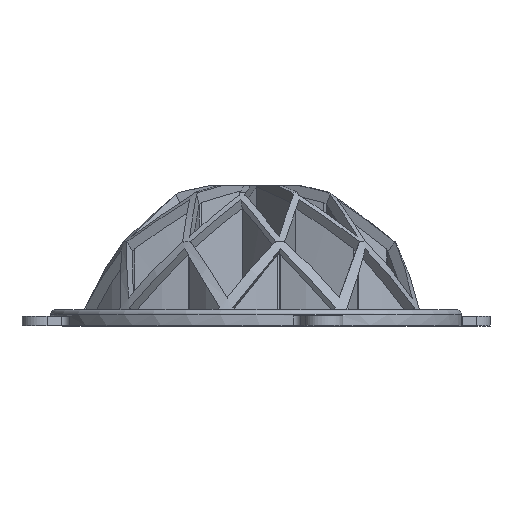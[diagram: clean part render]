
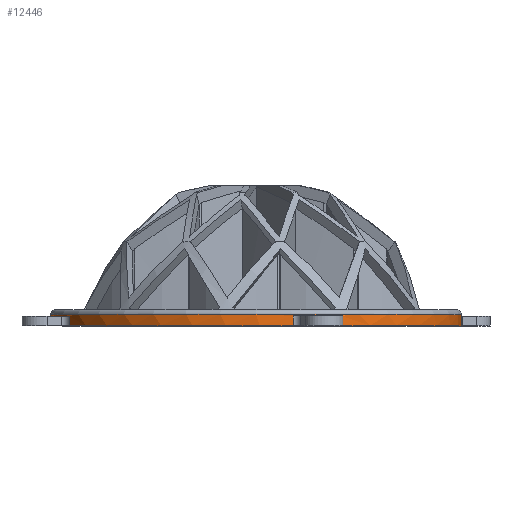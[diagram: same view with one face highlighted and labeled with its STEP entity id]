
A CAD part, top view. The second image highlights one B-rep face of the part: STEP entity #12446.
In plain terms, the highlighted cylindrical face has radius 63.822 mm (diameter 127.643 mm), a partial arc.
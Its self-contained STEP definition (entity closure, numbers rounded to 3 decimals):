
#132 = EDGE_CURVE ( 'NONE', #15247, #6341, #15021, .T. ) ;
#223 = DIRECTION ( 'NONE',  ( -1., 0., 0. ) ) ;
#347 = EDGE_CURVE ( 'NONE', #15143, #3694, #10865, .T. ) ;
#448 = CARTESIAN_POINT ( 'NONE',  ( 0., 13.28, 0. ) ) ;
#494 = ORIENTED_EDGE ( 'NONE', *, *, #6215, .T. ) ;
#504 = CARTESIAN_POINT ( 'NONE',  ( 63.822, 15.28, 0. ) ) ;
#666 = VECTOR ( 'NONE', #3114, 1000. ) ;
#776 = VERTEX_POINT ( 'NONE', #10766 ) ;
#801 = VECTOR ( 'NONE', #6320, 1000. ) ;
#1028 = VECTOR ( 'NONE', #8483, 1000. ) ;
#1114 = CARTESIAN_POINT ( 'NONE',  ( -63.822, 13.78, 0. ) ) ;
#1354 = CARTESIAN_POINT ( 'NONE',  ( 63.822, 13.78, 0. ) ) ;
#1563 = DIRECTION ( 'NONE',  ( 0., 1., 0. ) ) ;
#1623 = AXIS2_PLACEMENT_3D ( 'NONE', #2616, #1563, #223 ) ;
#1856 = ORIENTED_EDGE ( 'NONE', *, *, #8774, .T. ) ;
#1943 = EDGE_CURVE ( 'NONE', #12914, #8792, #13969, .T. ) ;
#2188 = DIRECTION ( 'NONE',  ( 1., 0., 0. ) ) ;
#2256 = VERTEX_POINT ( 'NONE', #1114 ) ;
#2301 = EDGE_LOOP ( 'NONE', ( #494, #14449, #6277, #4838, #2899, #1856, #11602, #12938, #8022, #6058, #7903, #15328 ) ) ;
#2389 = CIRCLE ( 'NONE', #15391, 63.822 ) ;
#2616 = CARTESIAN_POINT ( 'NONE',  ( 0., 10.28, 0. ) ) ;
#2765 = DIRECTION ( 'NONE',  ( -1., 0., 0. ) ) ;
#2790 = CARTESIAN_POINT ( 'NONE',  ( 0., 10.28, 0. ) ) ;
#2899 = ORIENTED_EDGE ( 'NONE', *, *, #3339, .F. ) ;
#2903 = AXIS2_PLACEMENT_3D ( 'NONE', #5048, #8747, #9935 ) ;
#2988 = AXIS2_PLACEMENT_3D ( 'NONE', #10026, #13457, #2765 ) ;
#3114 = DIRECTION ( 'NONE',  ( 0., -1., 0. ) ) ;
#3339 = EDGE_CURVE ( 'NONE', #15759, #8792, #15006, .T. ) ;
#3416 = AXIS2_PLACEMENT_3D ( 'NONE', #2790, #11399, #10052 ) ;
#3528 = CARTESIAN_POINT ( 'NONE',  ( 26.403, 15.28, 58.104 ) ) ;
#3539 = CARTESIAN_POINT ( 'NONE',  ( -62.758, 10.28, 11.604 ) ) ;
#3694 = VERTEX_POINT ( 'NONE', #13031 ) ;
#3931 = LINE ( 'NONE', #11348, #801 ) ;
#4268 = DIRECTION ( 'NONE',  ( 1., 0., 0. ) ) ;
#4429 = EDGE_CURVE ( 'NONE', #3694, #6341, #5688, .T. ) ;
#4704 = AXIS2_PLACEMENT_3D ( 'NONE', #7707, #6830, #14097 ) ;
#4838 = ORIENTED_EDGE ( 'NONE', *, *, #1943, .T. ) ;
#5048 = CARTESIAN_POINT ( 'NONE',  ( 0., 10.28, 0. ) ) ;
#5054 = EDGE_CURVE ( 'NONE', #776, #12914, #10297, .T. ) ;
#5390 = FACE_OUTER_BOUND ( 'NONE', #2301, .T. ) ;
#5421 = EDGE_CURVE ( 'NONE', #15143, #14234, #2389, .T. ) ;
#5438 = VECTOR ( 'NONE', #6380, 1000. ) ;
#5464 = DIRECTION ( 'NONE',  ( 0., -1., 0. ) ) ;
#5688 = CIRCLE ( 'NONE', #2903, 63.822 ) ;
#6058 = ORIENTED_EDGE ( 'NONE', *, *, #347, .T. ) ;
#6215 = EDGE_CURVE ( 'NONE', #15247, #2256, #11382, .T. ) ;
#6277 = ORIENTED_EDGE ( 'NONE', *, *, #5054, .T. ) ;
#6320 = DIRECTION ( 'NONE',  ( 0., 1., 0. ) ) ;
#6341 = VERTEX_POINT ( 'NONE', #10736 ) ;
#6380 = DIRECTION ( 'NONE',  ( 0., 1., 0. ) ) ;
#6593 = AXIS2_PLACEMENT_3D ( 'NONE', #448, #5464, #4268 ) ;
#6830 = DIRECTION ( 'NONE',  ( 0., -1., 0. ) ) ;
#6891 = CARTESIAN_POINT ( 'NONE',  ( 0., 13.28, 0. ) ) ;
#6909 = CARTESIAN_POINT ( 'NONE',  ( -58.104, 13.28, 26.403 ) ) ;
#7707 = CARTESIAN_POINT ( 'NONE',  ( 0., 15.28, 0. ) ) ;
#7821 = CARTESIAN_POINT ( 'NONE',  ( -62.758, 15.28, 11.604 ) ) ;
#7903 = ORIENTED_EDGE ( 'NONE', *, *, #4429, .T. ) ;
#8022 = ORIENTED_EDGE ( 'NONE', *, *, #5421, .F. ) ;
#8483 = DIRECTION ( 'NONE',  ( 0., -1., 0. ) ) ;
#8747 = DIRECTION ( 'NONE',  ( 0., 1., 0. ) ) ;
#8774 = EDGE_CURVE ( 'NONE', #15759, #14586, #9958, .T. ) ;
#8792 = VERTEX_POINT ( 'NONE', #9628 ) ;
#8839 = CARTESIAN_POINT ( 'NONE',  ( -58.104, 10.28, 26.403 ) ) ;
#9151 = EDGE_CURVE ( 'NONE', #15743, #14234, #3931, .T. ) ;
#9255 = CARTESIAN_POINT ( 'NONE',  ( -63.822, 15.28, 0. ) ) ;
#9628 = CARTESIAN_POINT ( 'NONE',  ( -62.758, 13.28, 11.604 ) ) ;
#9935 = DIRECTION ( 'NONE',  ( -1., 0., 0. ) ) ;
#9958 = LINE ( 'NONE', #15682, #14309 ) ;
#10026 = CARTESIAN_POINT ( 'NONE',  ( 0., 13.78, 0. ) ) ;
#10052 = DIRECTION ( 'NONE',  ( -1., 0., 0. ) ) ;
#10266 = CYLINDRICAL_SURFACE ( 'NONE', #4704, 63.822 ) ;
#10297 = CIRCLE ( 'NONE', #3416, 63.822 ) ;
#10546 = CARTESIAN_POINT ( 'NONE',  ( 11.604, 13.28, 62.758 ) ) ;
#10736 = CARTESIAN_POINT ( 'NONE',  ( 63.822, 10.28, 0. ) ) ;
#10766 = CARTESIAN_POINT ( 'NONE',  ( -63.822, 10.28, 0. ) ) ;
#10865 = LINE ( 'NONE', #3528, #1028 ) ;
#11348 = CARTESIAN_POINT ( 'NONE',  ( 11.604, 15.28, 62.758 ) ) ;
#11382 = CIRCLE ( 'NONE', #2988, 63.822 ) ;
#11399 = DIRECTION ( 'NONE',  ( 0., 1., 0. ) ) ;
#11602 = ORIENTED_EDGE ( 'NONE', *, *, #15565, .T. ) ;
#11761 = DIRECTION ( 'NONE',  ( 0., -1., 0. ) ) ;
#12012 = DIRECTION ( 'NONE',  ( 0., -1., 0. ) ) ;
#12144 = CARTESIAN_POINT ( 'NONE',  ( 26.403, 13.28, 58.104 ) ) ;
#12446 = ADVANCED_FACE ( 'NONE', ( #5390 ), #10266, .T. ) ;
#12471 = DIRECTION ( 'NONE',  ( 0., -1., 0. ) ) ;
#12914 = VERTEX_POINT ( 'NONE', #3539 ) ;
#12938 = ORIENTED_EDGE ( 'NONE', *, *, #9151, .T. ) ;
#13031 = CARTESIAN_POINT ( 'NONE',  ( 26.403, 10.28, 58.104 ) ) ;
#13059 = CARTESIAN_POINT ( 'NONE',  ( 11.604, 10.28, 62.758 ) ) ;
#13457 = DIRECTION ( 'NONE',  ( 0., -1., 0. ) ) ;
#13969 = LINE ( 'NONE', #7821, #5438 ) ;
#14097 = DIRECTION ( 'NONE',  ( 1., 0., 0. ) ) ;
#14234 = VERTEX_POINT ( 'NONE', #10546 ) ;
#14309 = VECTOR ( 'NONE', #12012, 1000. ) ;
#14449 = ORIENTED_EDGE ( 'NONE', *, *, #14560, .T. ) ;
#14560 = EDGE_CURVE ( 'NONE', #2256, #776, #15158, .T. ) ;
#14586 = VERTEX_POINT ( 'NONE', #8839 ) ;
#14874 = CIRCLE ( 'NONE', #1623, 63.822 ) ;
#15006 = CIRCLE ( 'NONE', #6593, 63.822 ) ;
#15021 = LINE ( 'NONE', #504, #15040 ) ;
#15040 = VECTOR ( 'NONE', #12471, 1000. ) ;
#15143 = VERTEX_POINT ( 'NONE', #12144 ) ;
#15158 = LINE ( 'NONE', #9255, #666 ) ;
#15247 = VERTEX_POINT ( 'NONE', #1354 ) ;
#15328 = ORIENTED_EDGE ( 'NONE', *, *, #132, .F. ) ;
#15391 = AXIS2_PLACEMENT_3D ( 'NONE', #6891, #11761, #2188 ) ;
#15565 = EDGE_CURVE ( 'NONE', #14586, #15743, #14874, .T. ) ;
#15682 = CARTESIAN_POINT ( 'NONE',  ( -58.104, 15.28, 26.403 ) ) ;
#15743 = VERTEX_POINT ( 'NONE', #13059 ) ;
#15759 = VERTEX_POINT ( 'NONE', #6909 ) ;
